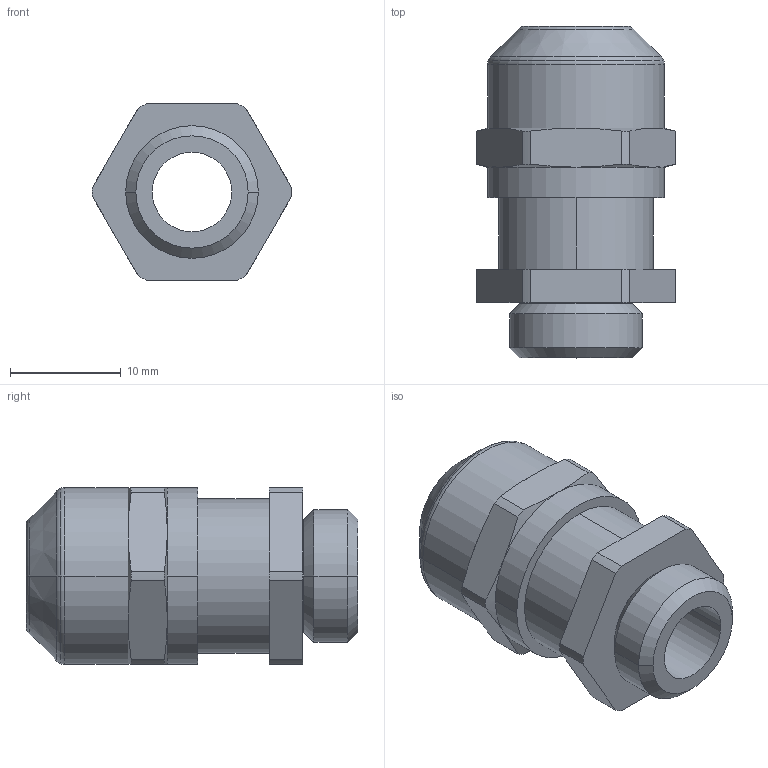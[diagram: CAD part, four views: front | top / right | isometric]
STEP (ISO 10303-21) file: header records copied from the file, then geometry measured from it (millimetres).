
FILE_DESCRIPTION((''),'2;1');
FILE_NAME('EMSKV12_5','2018-01-08T',('FIMABER1'),(''),'CREO PARAMETRIC BY PTC INC, 2017170','CREO PARAMETRIC BY PTC INC, 2017170','');
FILE_SCHEMA(('CONFIG_CONTROL_DESIGN'));
Length unit declared in the file: millimetre
Products named in the file (1): EMSKV12_5
Bounding box: 18 x 30 x 16 mm (x, y, z)
Volume: 3947 mm3; surface area: 2512 mm2
Topology: 1 solids, 1 shells, 72 faces, 174 edges, 108 vertices
Faces by surface type: cylinder 24, cone 18, plane 18, torus 12
Entity records: 2807 total; most frequent: CARTESIAN_POINT 523, DIRECTION 390, ORIENTED_EDGE 348, EDGE_CURVE 174, AXIS2_PLACEMENT_3D 168, VERTEX_POINT 108, CIRCLE 96, EDGE_LOOP 78
